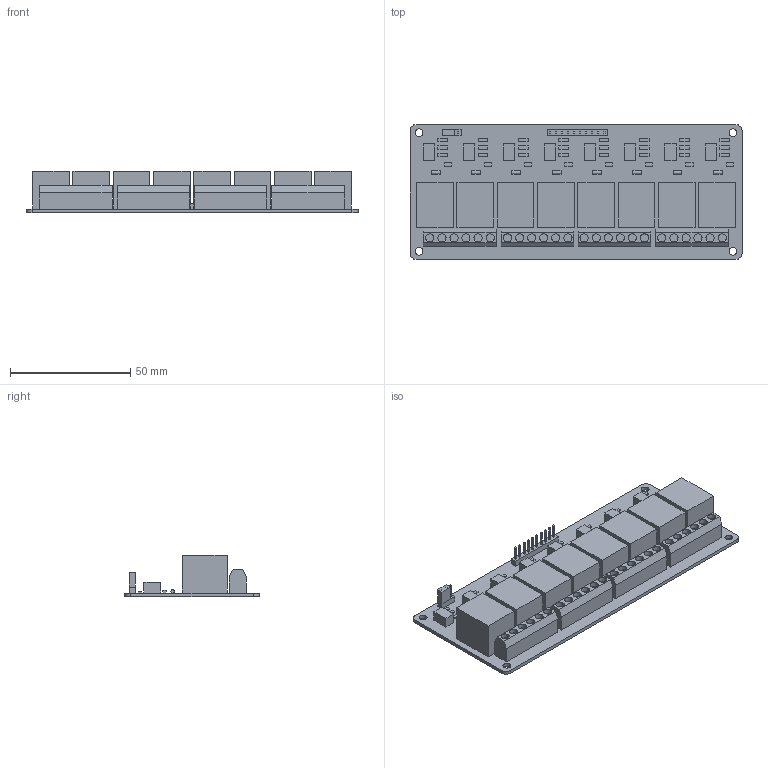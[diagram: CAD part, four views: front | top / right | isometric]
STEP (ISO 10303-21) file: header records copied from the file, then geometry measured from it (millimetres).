
FILE_DESCRIPTION (( 'STEP AP214' ), '1' );
FILE_NAME ('SAINSMART 8 CHANNEL DC 5V RELAY MODULE.STEP', '2015-03-30T07:58:55', ( '' ), ( '' ), 'SwSTEP 2.0', 'SolidWorks 2014', '' );
FILE_SCHEMA (( 'AUTOMOTIVE_DESIGN' ));
Length unit declared in the file: millimetre
Products named in the file (1): SAINSMART 8 CHANNEL DC 5V RELAY MODULE
Bounding box: 138 x 56 x 17.2 mm (x, y, z)
Volume: 56180 mm3; surface area: 29353 mm2
Topology: 2 solids, 2 shells, 463 faces, 1080 edges, 720 vertices
Faces by surface type: plane 395, cylinder 68
Entity records: 16618 total; most frequent: CARTESIAN_POINT 2264, ORIENTED_EDGE 2160, DIRECTION 2144, EDGE_CURVE 1080, VECTOR 944, LINE 944, VERTEX_POINT 720, AXIS2_PLACEMENT_3D 600
